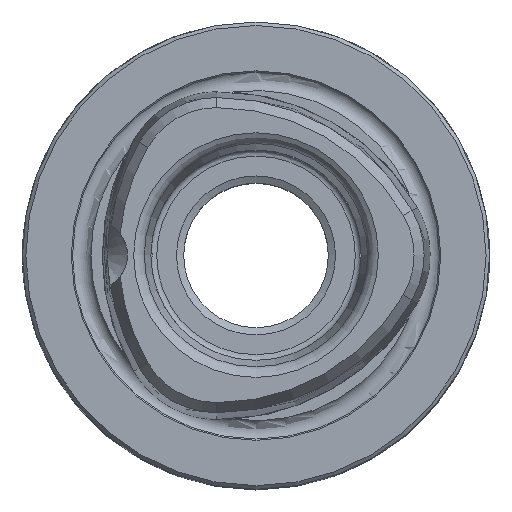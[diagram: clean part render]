
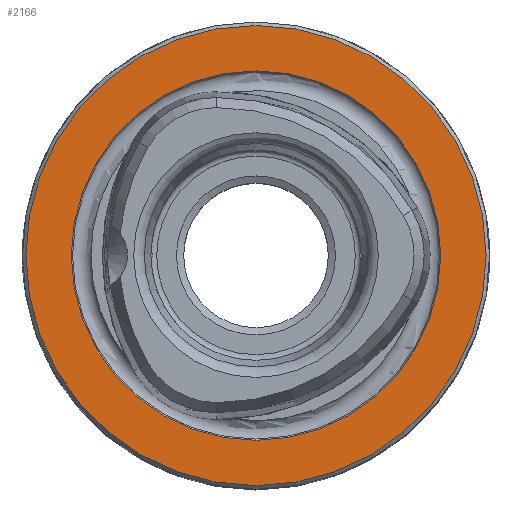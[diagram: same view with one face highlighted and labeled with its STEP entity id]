
A CAD part, top view. The second image highlights one B-rep face of the part: STEP entity #2166.
In plain terms, the highlighted planar face has unit normal (0, 0, 1).
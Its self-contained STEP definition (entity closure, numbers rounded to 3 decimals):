
#34=PLANE('',#2350);
#522=ORIENTED_EDGE('',*,*,#818,.T.);
#523=ORIENTED_EDGE('',*,*,#817,.F.);
#817=EDGE_CURVE('',#979,#979,#1062,.T.);
#818=EDGE_CURVE('',#980,#980,#1063,.T.);
#979=VERTEX_POINT('',#3481);
#980=VERTEX_POINT('',#3484);
#1062=CIRCLE('',#2349,15.814);
#1063=CIRCLE('',#2351,19.7);
#1153=EDGE_LOOP('',(#522));
#1154=EDGE_LOOP('',(#523));
#1292=FACE_BOUND('',#1153,.T.);
#1293=FACE_BOUND('',#1154,.T.);
#2166=ADVANCED_FACE('',(#1292,#1293),#34,.T.);
#2349=AXIS2_PLACEMENT_3D('',#3480,#2699,#2700);
#2350=AXIS2_PLACEMENT_3D('',#3482,#2701,#2702);
#2351=AXIS2_PLACEMENT_3D('',#3483,#2703,#2704);
#2699=DIRECTION('',(0.,0.,1.));
#2700=DIRECTION('',(1.,0.,0.));
#2701=DIRECTION('',(0.,0.,1.));
#2702=DIRECTION('',(1.,0.,0.));
#2703=DIRECTION('',(0.,0.,1.));
#2704=DIRECTION('',(1.,0.,0.));
#3480=CARTESIAN_POINT('',(0.,0.,0.));
#3481=CARTESIAN_POINT('',(15.814,0.,0.));
#3482=CARTESIAN_POINT('',(15.5,0.,0.));
#3483=CARTESIAN_POINT('',(0.,0.,0.));
#3484=CARTESIAN_POINT('',(19.7,0.,0.));
